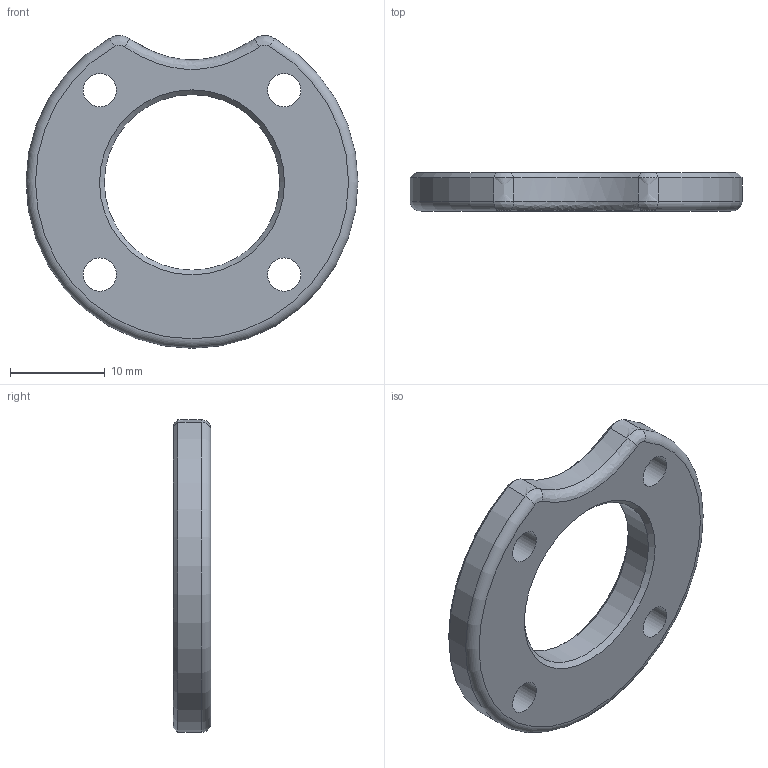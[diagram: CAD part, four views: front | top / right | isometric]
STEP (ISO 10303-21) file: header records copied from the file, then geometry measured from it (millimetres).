
FILE_DESCRIPTION(/* description */ (''),/* implementation_level */ '2;1');
FILE_NAME(/* name */ 'Ring Mount.stp',/* time_stamp */ '2019-07-11T18:47:52+02:00',/* author */ ('Petar'),/* organization */ (''),/* preprocessor_version */ 'ST-DEVELOPER v17.2',/* originating_system */ 'Autodesk Inventor 2019',/* authorisation */ '');
FILE_SCHEMA (('AUTOMOTIVE_DESIGN { 1 0 10303 214 3 1 1 }'));
Length unit declared in the file: millimetre
Products named in the file (1): Motor Mount
Bounding box: 35 x 4 x 32.97 mm (x, y, z)
Volume: 2380.9 mm3; surface area: 1952.2 mm2
Topology: 1 solids, 1 shells, 21 faces, 47 edges, 28 vertices
Faces by surface type: bspline 9, cylinder 6, cone 3, plane 2, torus 1
Full cylindrical faces by diameter (mm): 3.5 x4, 18.5 x1
Entity records: 829 total; most frequent: CARTESIAN_POINT 343, ORIENTED_EDGE 94, DIRECTION 77, EDGE_CURVE 47, AXIS2_PLACEMENT_3D 33, EDGE_LOOP 31, VERTEX_POINT 28, FACE_OUTER_BOUND 21
